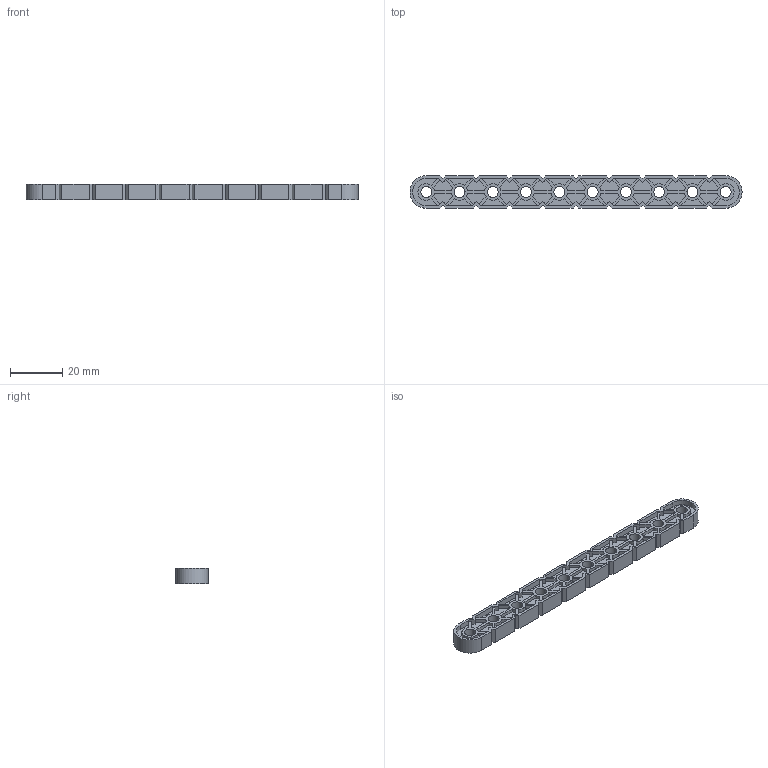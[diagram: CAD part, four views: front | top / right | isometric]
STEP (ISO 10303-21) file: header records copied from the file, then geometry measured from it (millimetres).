
FILE_DESCRIPTION (( 'STEP AP214' ), '1' );
FILE_NAME ('228-2500-009.STEP', '2014-03-06T17:53:29', ( '' ), ( '' ), 'SwSTEP 2.0', 'SolidWorks 2013', '' );
FILE_SCHEMA (( 'AUTOMOTIVE_DESIGN' ));
Length unit declared in the file: millimetre
Products named in the file (1): 228-2500-009
Bounding box: 126.7 x 12.4 x 6.1 mm (x, y, z)
Volume: 4874.4 mm3; surface area: 7539.6 mm2
Topology: 1 solids, 1 shells, 581 faces, 1731 edges, 1154 vertices
Faces by surface type: plane 442, cylinder 139
Entity records: 19437 total; most frequent: CARTESIAN_POINT 3467, ORIENTED_EDGE 3462, DIRECTION 3173, EDGE_CURVE 1731, VECTOR 1453, LINE 1453, VERTEX_POINT 1154, AXIS2_PLACEMENT_3D 860
